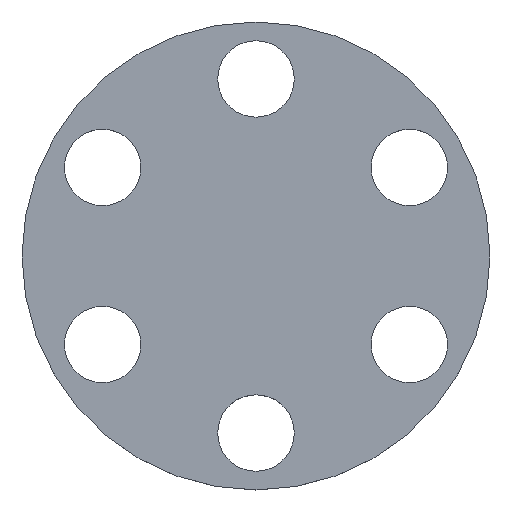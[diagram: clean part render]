
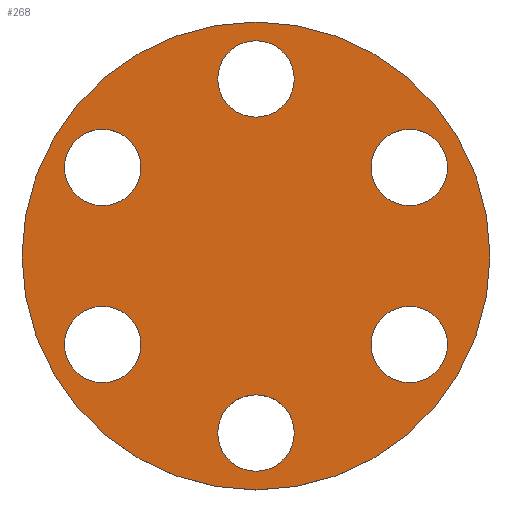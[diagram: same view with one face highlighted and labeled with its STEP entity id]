
A CAD part, top view. The second image highlights one B-rep face of the part: STEP entity #268.
In plain terms, the highlighted planar face has unit normal (0, 0, 1).
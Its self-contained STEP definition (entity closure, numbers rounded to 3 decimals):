
#15=FACE_BOUND('',#76,.T.);
#16=FACE_BOUND('',#77,.T.);
#17=FACE_BOUND('',#78,.T.);
#18=FACE_BOUND('',#79,.T.);
#19=FACE_BOUND('',#80,.T.);
#20=FACE_BOUND('',#81,.T.);
#28=CIRCLE('',#290,6.125);
#30=CIRCLE('',#293,6.125);
#32=CIRCLE('',#296,6.125);
#34=CIRCLE('',#299,6.125);
#36=CIRCLE('',#302,6.125);
#38=CIRCLE('',#305,6.125);
#40=CIRCLE('',#308,37.5);
#61=FACE_OUTER_BOUND('',#75,.T.);
#75=EDGE_LOOP('',(#231));
#76=EDGE_LOOP('',(#232));
#77=EDGE_LOOP('',(#233));
#78=EDGE_LOOP('',(#234));
#79=EDGE_LOOP('',(#235));
#80=EDGE_LOOP('',(#236));
#81=EDGE_LOOP('',(#237));
#136=VERTEX_POINT('',#416);
#138=VERTEX_POINT('',#422);
#140=VERTEX_POINT('',#428);
#142=VERTEX_POINT('',#434);
#144=VERTEX_POINT('',#440);
#146=VERTEX_POINT('',#446);
#148=VERTEX_POINT('',#452);
#162=EDGE_CURVE('',#136,#136,#28,.T.);
#165=EDGE_CURVE('',#138,#138,#30,.T.);
#168=EDGE_CURVE('',#140,#140,#32,.T.);
#171=EDGE_CURVE('',#142,#142,#34,.T.);
#174=EDGE_CURVE('',#144,#144,#36,.T.);
#177=EDGE_CURVE('',#146,#146,#38,.T.);
#180=EDGE_CURVE('',#148,#148,#40,.T.);
#231=ORIENTED_EDGE('',*,*,#180,.T.);
#232=ORIENTED_EDGE('',*,*,#177,.T.);
#233=ORIENTED_EDGE('',*,*,#174,.T.);
#234=ORIENTED_EDGE('',*,*,#171,.T.);
#235=ORIENTED_EDGE('',*,*,#168,.T.);
#236=ORIENTED_EDGE('',*,*,#165,.T.);
#237=ORIENTED_EDGE('',*,*,#162,.T.);
#254=PLANE('',#310);
#268=ADVANCED_FACE('',(#61,#15,#16,#17,#18,#19,#20),#254,.T.);
#290=AXIS2_PLACEMENT_3D('',#417,#338,#339);
#293=AXIS2_PLACEMENT_3D('',#423,#345,#346);
#296=AXIS2_PLACEMENT_3D('',#429,#352,#353);
#299=AXIS2_PLACEMENT_3D('',#435,#359,#360);
#302=AXIS2_PLACEMENT_3D('',#441,#366,#367);
#305=AXIS2_PLACEMENT_3D('',#447,#373,#374);
#308=AXIS2_PLACEMENT_3D('',#453,#380,#381);
#310=AXIS2_PLACEMENT_3D('',#457,#385,#386);
#338=DIRECTION('center_axis',(0.,0.,-1.));
#339=DIRECTION('ref_axis',(1.,0.,0.));
#345=DIRECTION('center_axis',(0.,0.,-1.));
#346=DIRECTION('ref_axis',(1.,0.,0.));
#352=DIRECTION('center_axis',(0.,0.,-1.));
#353=DIRECTION('ref_axis',(1.,0.,0.));
#359=DIRECTION('center_axis',(0.,0.,-1.));
#360=DIRECTION('ref_axis',(1.,0.,0.));
#366=DIRECTION('center_axis',(0.,0.,-1.));
#367=DIRECTION('ref_axis',(1.,0.,0.));
#373=DIRECTION('center_axis',(0.,0.,-1.));
#374=DIRECTION('ref_axis',(1.,0.,0.));
#380=DIRECTION('center_axis',(0.,0.,1.));
#381=DIRECTION('ref_axis',(1.,0.,0.));
#385=DIRECTION('center_axis',(0.,0.,1.));
#386=DIRECTION('ref_axis',(1.,0.,0.));
#416=CARTESIAN_POINT('',(-30.698,14.188,125.));
#417=CARTESIAN_POINT('Origin',(-24.573,14.188,125.));
#422=CARTESIAN_POINT('',(-6.125,28.375,125.));
#423=CARTESIAN_POINT('Origin',(0.,28.375,125.));
#428=CARTESIAN_POINT('',(18.448,14.188,125.));
#429=CARTESIAN_POINT('Origin',(24.573,14.188,125.));
#434=CARTESIAN_POINT('',(18.448,-14.188,125.));
#435=CARTESIAN_POINT('Origin',(24.573,-14.188,125.));
#440=CARTESIAN_POINT('',(-30.698,-14.188,125.));
#441=CARTESIAN_POINT('Origin',(-24.573,-14.188,125.));
#446=CARTESIAN_POINT('',(-6.125,-28.375,125.));
#447=CARTESIAN_POINT('Origin',(0.,-28.375,125.));
#452=CARTESIAN_POINT('',(-37.5,0.,125.));
#453=CARTESIAN_POINT('Origin',(0.,0.,125.));
#457=CARTESIAN_POINT('Origin',(0.,0.,125.));
